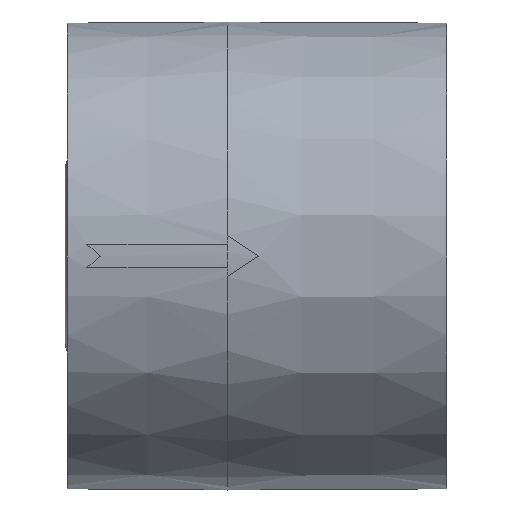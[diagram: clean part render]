
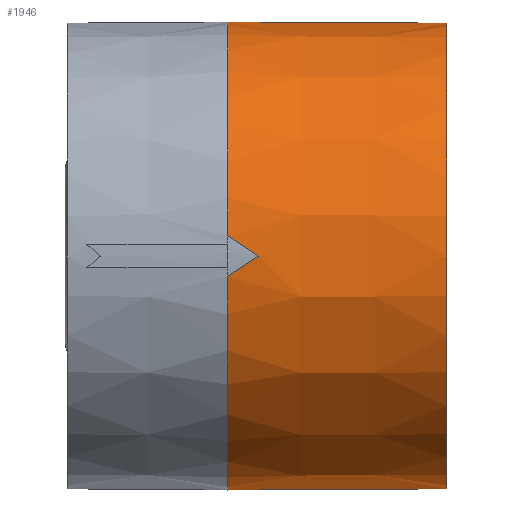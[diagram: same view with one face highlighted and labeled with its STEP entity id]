
A CAD part, left-side view. The second image highlights one B-rep face of the part: STEP entity #1946.
In plain terms, the highlighted conical face has half-angle 0.3 degrees and reference radius 59.793 mm.
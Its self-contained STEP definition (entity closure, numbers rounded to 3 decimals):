
#18 = EDGE_LOOP ( 'NONE', ( #5279, #4920, #416, #3486, #286, #2382, #1390 ) ) ;
#79 = EDGE_CURVE ( 'NONE', #2927, #3175, #1557, .T. ) ;
#270 = DIRECTION ( 'NONE',  ( 0., 0., -1. ) ) ;
#286 = ORIENTED_EDGE ( 'NONE', *, *, #3007, .F. ) ;
#306 = EDGE_CURVE ( 'NONE', #6235, #3175, #6442, .T. ) ;
#409 = CARTESIAN_POINT ( 'NONE',  ( 0., -56., 0. ) ) ;
#416 = ORIENTED_EDGE ( 'NONE', *, *, #1265, .T. ) ;
#514 = VERTEX_POINT ( 'NONE', #3488 ) ;
#516 = EDGE_CURVE ( 'NONE', #4904, #6235, #6205, .T. ) ;
#592 = VECTOR ( 'NONE', #3841, 1000. ) ;
#608 = CARTESIAN_POINT ( 'NONE',  ( -59.567, 0., 5.2 ) ) ;
#639 = CARTESIAN_POINT ( 'NONE',  ( -59.567, 0., -5.2 ) ) ;
#737 = CARTESIAN_POINT ( 'NONE',  ( 0., 0., -59.793 ) ) ;
#750 = DIRECTION ( 'NONE',  ( 0., 0., 1. ) ) ;
#832 = AXIS2_PLACEMENT_3D ( 'NONE', #6374, #5349, #270 ) ;
#937 = CIRCLE ( 'NONE', #832, 59.793 ) ;
#948 = DIRECTION ( 'NONE',  ( 0., -1., 0. ) ) ;
#1050 = AXIS2_PLACEMENT_3D ( 'NONE', #2333, #2246, #750 ) ;
#1147 = EDGE_CURVE ( 'NONE', #2927, #1264, #5435, .T. ) ;
#1237 = DIRECTION ( 'NONE',  ( 0., 1., 0.005 ) ) ;
#1264 = VERTEX_POINT ( 'NONE', #2791 ) ;
#1265 = EDGE_CURVE ( 'NONE', #4904, #5106, #4762, .T. ) ;
#1290 = CARTESIAN_POINT ( 'NONE',  ( 0., -56., -59.5 ) ) ;
#1390 = ORIENTED_EDGE ( 'NONE', *, *, #79, .T. ) ;
#1557 = CIRCLE ( 'NONE', #4473, 59.793 ) ;
#1644 = CARTESIAN_POINT ( 'NONE',  ( -59.751, -8., 0. ) ) ;
#1670 = CARTESIAN_POINT ( 'NONE',  ( 0., 0., -59.793 ) ) ;
#1946 = ADVANCED_FACE ( 'NONE', ( #3330 ), #3227, .T. ) ;
#2061 = DIRECTION ( 'NONE',  ( 0., -1., 0. ) ) ;
#2183 = EDGE_CURVE ( 'NONE', #5106, #514, #937, .T. ) ;
#2215 = AXIS2_PLACEMENT_3D ( 'NONE', #409, #948, #5955 ) ;
#2246 = DIRECTION ( 'NONE',  ( 0., 1., 0. ) ) ;
#2333 = CARTESIAN_POINT ( 'NONE',  ( 0., 0., 0. ) ) ;
#2382 = ORIENTED_EDGE ( 'NONE', *, *, #1147, .F. ) ;
#2590 = CARTESIAN_POINT ( 'NONE',  ( -59.751, -8., 0. ) ) ;
#2698 = CARTESIAN_POINT ( 'NONE',  ( -59.765, -5.33, -1.735 ) ) ;
#2791 = CARTESIAN_POINT ( 'NONE',  ( -59.751, -8., 0. ) ) ;
#2924 = VECTOR ( 'NONE', #1237, 1000. ) ;
#2927 = VERTEX_POINT ( 'NONE', #3615 ) ;
#3007 = EDGE_CURVE ( 'NONE', #1264, #514, #6116, .T. ) ;
#3175 = VERTEX_POINT ( 'NONE', #737 ) ;
#3227 = CONICAL_SURFACE ( 'NONE', #1050, 59.793, 0.005 ) ;
#3330 = FACE_OUTER_BOUND ( 'NONE', #18, .T. ) ;
#3468 = CARTESIAN_POINT ( 'NONE',  ( 0., -56., 59.5 ) ) ;
#3486 = ORIENTED_EDGE ( 'NONE', *, *, #2183, .T. ) ;
#3488 = CARTESIAN_POINT ( 'NONE',  ( -59.567, 0., 5.2 ) ) ;
#3615 = CARTESIAN_POINT ( 'NONE',  ( -59.567, 0., -5.2 ) ) ;
#3653 = CARTESIAN_POINT ( 'NONE',  ( -59.765, -5.33, 1.735 ) ) ;
#3841 = DIRECTION ( 'NONE',  ( 0., 1., -0.005 ) ) ;
#4124 = CARTESIAN_POINT ( 'NONE',  ( -59.704, -2.662, 3.47 ) ) ;
#4247 = CARTESIAN_POINT ( 'NONE',  ( 0., 0., 59.793 ) ) ;
#4295 = CARTESIAN_POINT ( 'NONE',  ( -59.704, -2.662, -3.47 ) ) ;
#4473 = AXIS2_PLACEMENT_3D ( 'NONE', #6085, #2061, #5064 ) ;
#4762 = LINE ( 'NONE', #6289, #2924 ) ;
#4904 = VERTEX_POINT ( 'NONE', #3468 ) ;
#4920 = ORIENTED_EDGE ( 'NONE', *, *, #516, .F. ) ;
#5064 = DIRECTION ( 'NONE',  ( 0., 0., -1. ) ) ;
#5106 = VERTEX_POINT ( 'NONE', #4247 ) ;
#5279 = ORIENTED_EDGE ( 'NONE', *, *, #306, .F. ) ;
#5349 = DIRECTION ( 'NONE',  ( 0., -1., 0. ) ) ;
#5435 =( BOUNDED_CURVE ( )  B_SPLINE_CURVE ( 3, ( #639, #4295, #2698, #1644 ),
 .UNSPECIFIED., .F., .T. ) 
 B_SPLINE_CURVE_WITH_KNOTS ( ( 4, 4 ),
 ( 1.492, 1.579 ),
 .UNSPECIFIED. ) 
 CURVE ( )  GEOMETRIC_REPRESENTATION_ITEM ( )  RATIONAL_B_SPLINE_CURVE ( ( 1., 0.999, 0.999, 1. ) ) 
 REPRESENTATION_ITEM ( '' )  );
#5955 = DIRECTION ( 'NONE',  ( 0., 0., -1. ) ) ;
#6085 = CARTESIAN_POINT ( 'NONE',  ( 0., 0., 0. ) ) ;
#6116 =( BOUNDED_CURVE ( )  B_SPLINE_CURVE ( 3, ( #2590, #3653, #4124, #608 ),
 .UNSPECIFIED., .F., .T. ) 
 B_SPLINE_CURVE_WITH_KNOTS ( ( 4, 4 ),
 ( 4.704, 4.791 ),
 .UNSPECIFIED. ) 
 CURVE ( )  GEOMETRIC_REPRESENTATION_ITEM ( )  RATIONAL_B_SPLINE_CURVE ( ( 1., 0.999, 0.999, 1. ) ) 
 REPRESENTATION_ITEM ( '' )  );
#6205 = CIRCLE ( 'NONE', #2215, 59.5 ) ;
#6235 = VERTEX_POINT ( 'NONE', #1290 ) ;
#6289 = CARTESIAN_POINT ( 'NONE',  ( 0., 0., 59.793 ) ) ;
#6374 = CARTESIAN_POINT ( 'NONE',  ( 0., 0., 0. ) ) ;
#6442 = LINE ( 'NONE', #1670, #592 ) ;
